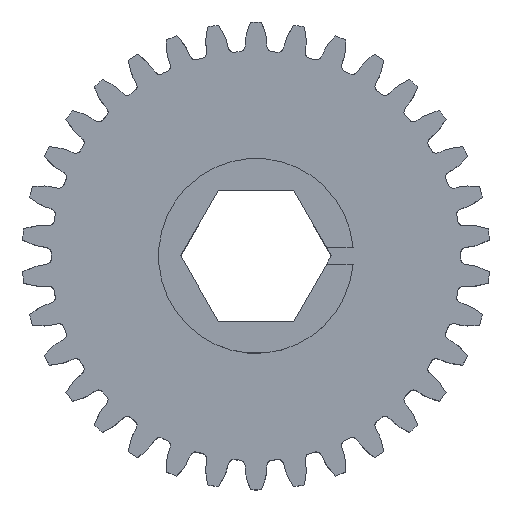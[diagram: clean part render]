
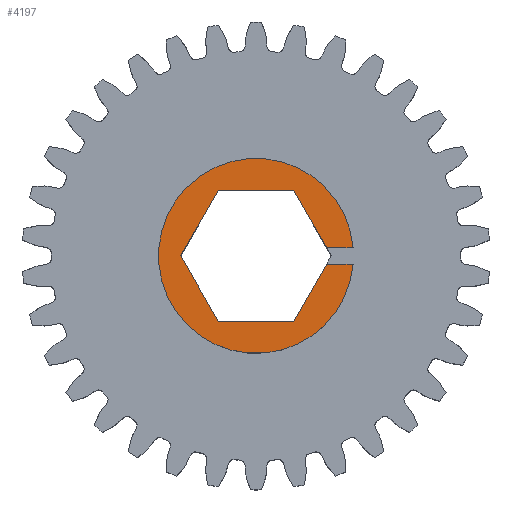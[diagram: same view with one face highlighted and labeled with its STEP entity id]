
A CAD part, top view. The second image highlights one B-rep face of the part: STEP entity #4197.
In plain terms, the highlighted planar face has unit normal (0, 0, 1).
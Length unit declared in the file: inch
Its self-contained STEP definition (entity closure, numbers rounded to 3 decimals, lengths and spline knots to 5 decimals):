
#152 = VECTOR ( 'NONE', #11565, 39.37008 ) ;
#297 = CARTESIAN_POINT ( 'NONE',  ( 0.14491, 0.251, 0.249 ) ) ;
#373 = DIRECTION ( 'NONE',  ( -1., 0., 0. ) ) ;
#380 = EDGE_CURVE ( 'NONE', #6721, #6643, #2103, .T. ) ;
#477 = CARTESIAN_POINT ( 'NONE',  ( 0.3737, -0.03125, 0.249 ) ) ;
#695 = ORIENTED_EDGE ( 'NONE', *, *, #8285, .F. ) ;
#776 = DIRECTION ( 'NONE',  ( 1., 0., 0. ) ) ;
#983 = ORIENTED_EDGE ( 'NONE', *, *, #2301, .T. ) ;
#1053 = DIRECTION ( 'NONE',  ( 0., 0., 1. ) ) ;
#1483 = EDGE_CURVE ( 'NONE', #6643, #5148, #9209, .T. ) ;
#1572 = VECTOR ( 'NONE', #13479, 39.37008 ) ;
#1693 = LINE ( 'NONE', #5080, #2281 ) ;
#1849 = CARTESIAN_POINT ( 'NONE',  ( 0.3737, 0.03125, 0.249 ) ) ;
#1887 = CARTESIAN_POINT ( 'NONE',  ( 0., 0., 0.249 ) ) ;
#2103 = LINE ( 'NONE', #4157, #14015 ) ;
#2120 = EDGE_CURVE ( 'NONE', #8065, #6132, #8994, .T. ) ;
#2281 = VECTOR ( 'NONE', #11705, 39.37008 ) ;
#2295 = CARTESIAN_POINT ( 'NONE',  ( -0.28983, 0., 0.249 ) ) ;
#2301 = EDGE_CURVE ( 'NONE', #3967, #7823, #9560, .T. ) ;
#2388 = EDGE_CURVE ( 'NONE', #3967, #6681, #1693, .T. ) ;
#2607 = ORIENTED_EDGE ( 'NONE', *, *, #380, .F. ) ;
#3183 = LINE ( 'NONE', #13340, #7140 ) ;
#3206 = PLANE ( 'NONE',  #12522 ) ;
#3330 = DIRECTION ( 'NONE',  ( -0.5, 0.866, 0. ) ) ;
#3451 = AXIS2_PLACEMENT_3D ( 'NONE', #11126, #1053, #5395 ) ;
#3609 = CARTESIAN_POINT ( 'NONE',  ( -0.14491, -0.251, 0.249 ) ) ;
#3711 = ORIENTED_EDGE ( 'NONE', *, *, #13003, .F. ) ;
#3967 = VERTEX_POINT ( 'NONE', #1849 ) ;
#4157 = CARTESIAN_POINT ( 'NONE',  ( -0.14491, 0.251, 0.249 ) ) ;
#4197 = ADVANCED_FACE ( 'NONE', ( #4234 ), #3206, .T. ) ;
#4234 = FACE_OUTER_BOUND ( 'NONE', #7860, .T. ) ;
#4275 = CARTESIAN_POINT ( 'NONE',  ( -0.14491, -0.251, 0.249 ) ) ;
#4556 = VECTOR ( 'NONE', #373, 39.37008 ) ;
#5080 = CARTESIAN_POINT ( 'NONE',  ( 0.14569, 0.03125, 0.249 ) ) ;
#5148 = VERTEX_POINT ( 'NONE', #4275 ) ;
#5170 = ORIENTED_EDGE ( 'NONE', *, *, #2120, .F. ) ;
#5395 = DIRECTION ( 'NONE',  ( 1., 0., 0. ) ) ;
#5489 = VECTOR ( 'NONE', #10377, 39.37008 ) ;
#5564 = CARTESIAN_POINT ( 'NONE',  ( 0.14491, -0.251, 0.249 ) ) ;
#6132 = VERTEX_POINT ( 'NONE', #11387 ) ;
#6438 = ORIENTED_EDGE ( 'NONE', *, *, #1483, .F. ) ;
#6643 = VERTEX_POINT ( 'NONE', #2295 ) ;
#6681 = VERTEX_POINT ( 'NONE', #14434 ) ;
#6721 = VERTEX_POINT ( 'NONE', #13832 ) ;
#6722 = EDGE_CURVE ( 'NONE', #5148, #8065, #8245, .T. ) ;
#6755 = ORIENTED_EDGE ( 'NONE', *, *, #6722, .F. ) ;
#7079 = CARTESIAN_POINT ( 'NONE',  ( -0.28983, 0., 0.249 ) ) ;
#7140 = VECTOR ( 'NONE', #3330, 39.37008 ) ;
#7272 = CARTESIAN_POINT ( 'NONE',  ( 0.14491, 0.251, 0.249 ) ) ;
#7738 = DIRECTION ( 'NONE',  ( 1., 0., 0. ) ) ;
#7823 = VERTEX_POINT ( 'NONE', #477 ) ;
#7860 = EDGE_LOOP ( 'NONE', ( #9154, #983, #3711, #5170, #6755, #6438, #2607, #8415, #695 ) ) ;
#8065 = VERTEX_POINT ( 'NONE', #5564 ) ;
#8245 = LINE ( 'NONE', #3609, #5489 ) ;
#8285 = EDGE_CURVE ( 'NONE', #6681, #12687, #3183, .T. ) ;
#8415 = ORIENTED_EDGE ( 'NONE', *, *, #8879, .F. ) ;
#8617 = CARTESIAN_POINT ( 'NONE',  ( 0.14569, -0.03125, 0.249 ) ) ;
#8879 = EDGE_CURVE ( 'NONE', #12687, #6721, #9283, .T. ) ;
#8994 = LINE ( 'NONE', #12310, #1572 ) ;
#9154 = ORIENTED_EDGE ( 'NONE', *, *, #2388, .F. ) ;
#9209 = LINE ( 'NONE', #7079, #152 ) ;
#9283 = LINE ( 'NONE', #297, #4556 ) ;
#9560 = CIRCLE ( 'NONE', #3451, 0.375 ) ;
#10377 = DIRECTION ( 'NONE',  ( 1., 0., 0. ) ) ;
#10820 = LINE ( 'NONE', #8617, #14204 ) ;
#11126 = CARTESIAN_POINT ( 'NONE',  ( 0., 0., 0.249 ) ) ;
#11387 = CARTESIAN_POINT ( 'NONE',  ( 0.27179, -0.03125, 0.249 ) ) ;
#11565 = DIRECTION ( 'NONE',  ( 0.5, -0.866, 0. ) ) ;
#11705 = DIRECTION ( 'NONE',  ( -1., 0., 0. ) ) ;
#11968 = DIRECTION ( 'NONE',  ( 0., 0., 1. ) ) ;
#12310 = CARTESIAN_POINT ( 'NONE',  ( 0.14491, -0.251, 0.249 ) ) ;
#12522 = AXIS2_PLACEMENT_3D ( 'NONE', #1887, #11968, #776 ) ;
#12687 = VERTEX_POINT ( 'NONE', #7272 ) ;
#13003 = EDGE_CURVE ( 'NONE', #6132, #7823, #10820, .T. ) ;
#13061 = DIRECTION ( 'NONE',  ( -0.5, -0.866, 0. ) ) ;
#13340 = CARTESIAN_POINT ( 'NONE',  ( 0.28983, 0., 0.249 ) ) ;
#13479 = DIRECTION ( 'NONE',  ( 0.5, 0.866, 0. ) ) ;
#13832 = CARTESIAN_POINT ( 'NONE',  ( -0.14491, 0.251, 0.249 ) ) ;
#14015 = VECTOR ( 'NONE', #13061, 39.37008 ) ;
#14204 = VECTOR ( 'NONE', #7738, 39.37008 ) ;
#14434 = CARTESIAN_POINT ( 'NONE',  ( 0.27179, 0.03125, 0.249 ) ) ;
